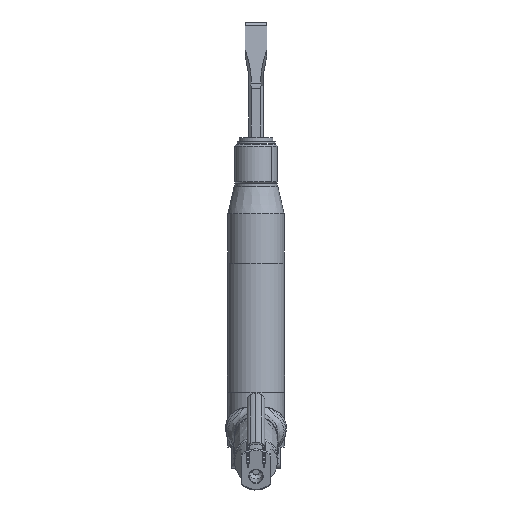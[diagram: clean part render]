
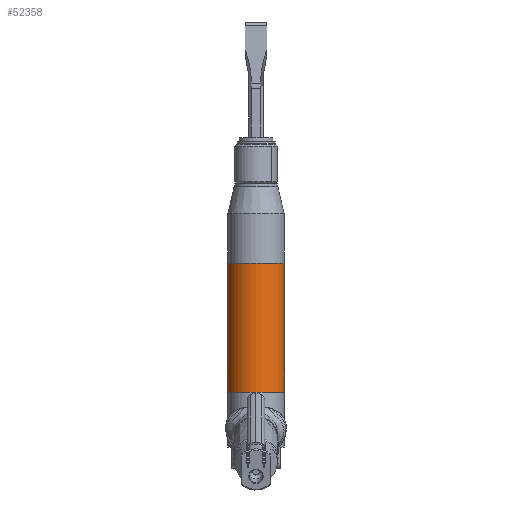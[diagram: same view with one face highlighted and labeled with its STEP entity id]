
A CAD part, front view. The second image highlights one B-rep face of the part: STEP entity #52358.
In plain terms, the highlighted cylindrical face has radius 25.5 mm (diameter 51 mm), a partial arc.
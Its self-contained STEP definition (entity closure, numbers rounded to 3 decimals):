
#52296=DIRECTION('',(0.,0.,-1.));
#52297=VECTOR('',#52296,115.);
#52298=CARTESIAN_POINT('',(19.704,43.18,27.487));
#52299=LINE('',#52298,#52297);
#52300=CARTESIAN_POINT('',(45.204,43.18,27.487));
#52301=DIRECTION('',(0.,0.,1.));
#52302=DIRECTION('',(-1.,0.,0.));
#52303=AXIS2_PLACEMENT_3D('',#52300,#52301,#52302);
#52305=DIRECTION('',(0.,0.,1.));
#52306=VECTOR('',#52305,115.);
#52307=CARTESIAN_POINT('',(70.704,43.18,-87.513));
#52308=LINE('',#52307,#52306);
#52309=CARTESIAN_POINT('',(45.204,43.18,-87.513));
#52310=DIRECTION('',(0.,0.,-1.));
#52311=DIRECTION('',(1.,0.,0.));
#52312=AXIS2_PLACEMENT_3D('',#52309,#52310,#52311);
#52314=CARTESIAN_POINT('',(70.704,43.18,-87.513));
#52315=CARTESIAN_POINT('',(19.704,43.18,-87.513));
#52316=VERTEX_POINT('',#52314);
#52317=VERTEX_POINT('',#52315);
#52318=CARTESIAN_POINT('',(70.704,43.18,27.487));
#52319=VERTEX_POINT('',#52318);
#52320=CARTESIAN_POINT('',(19.704,43.18,27.487));
#52321=VERTEX_POINT('',#52320);
#52345=CARTESIAN_POINT('',(45.204,43.18,-87.513));
#52346=DIRECTION('',(0.,0.,1.));
#52347=DIRECTION('',(1.,0.,0.));
#52348=AXIS2_PLACEMENT_3D('',#52345,#52346,#52347);
#52349=CYLINDRICAL_SURFACE('',#52348,25.5);
#52350=ORIENTED_EDGE('',*,*,#52333,.F.);
#52352=ORIENTED_EDGE('',*,*,#52351,.T.);
#52353=ORIENTED_EDGE('',*,*,#52329,.F.);
#52355=ORIENTED_EDGE('',*,*,#52354,.T.);
#52356=EDGE_LOOP('',(#52350,#52352,#52353,#52355));
#52357=FACE_OUTER_BOUND('',#52356,.F.);
#52358=ADVANCED_FACE('',(#52357),#52349,.T.);
#52304=CIRCLE('',#52303,25.5);
#52313=CIRCLE('',#52312,25.5);
#52329=EDGE_CURVE('',#52316,#52319,#52308,.T.);
#52333=EDGE_CURVE('',#52321,#52317,#52299,.T.);
#52351=EDGE_CURVE('',#52321,#52319,#52304,.T.);
#52354=EDGE_CURVE('',#52316,#52317,#52313,.T.);
